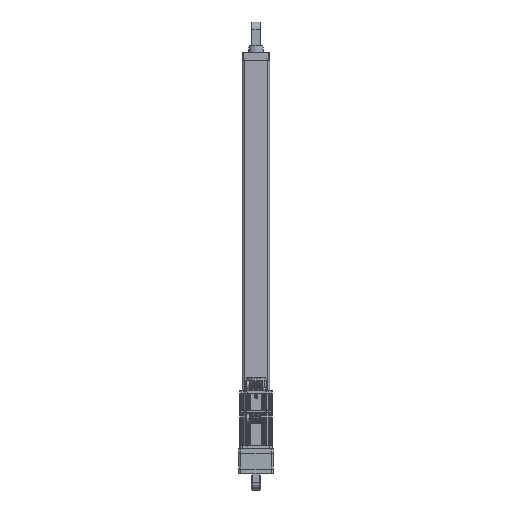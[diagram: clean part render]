
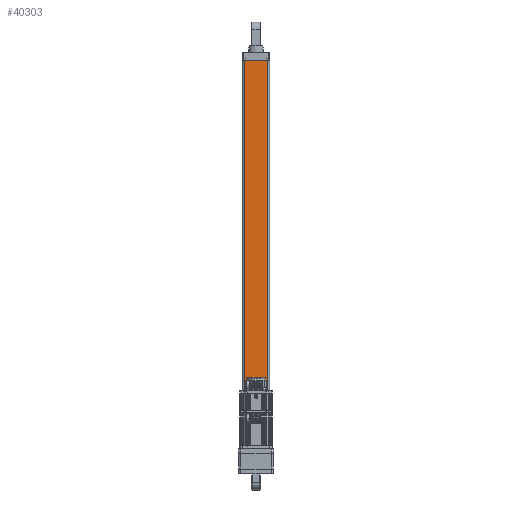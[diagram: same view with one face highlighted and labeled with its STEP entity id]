
A CAD part, front view. The second image highlights one B-rep face of the part: STEP entity #40303.
In plain terms, the highlighted planar face has unit normal (0, -1, 0).
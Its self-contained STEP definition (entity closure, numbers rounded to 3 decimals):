
#5143 = VERTEX_POINT ( 'NONE', #27165 ) ;
#11681 = LINE ( 'NONE', #66709, #77780 ) ;
#13189 = EDGE_CURVE ( 'NONE', #46940, #34848, #41420, .T. ) ;
#15085 = ORIENTED_EDGE ( 'NONE', *, *, #22336, .T. ) ;
#19287 = DIRECTION ( 'NONE',  ( 1., 0., 0. ) ) ;
#22336 = EDGE_CURVE ( 'NONE', #35091, #5143, #49077, .T. ) ;
#22630 = ORIENTED_EDGE ( 'NONE', *, *, #64195, .T. ) ;
#27165 = CARTESIAN_POINT ( 'NONE',  ( 45., -55., 0. ) ) ;
#27817 = DIRECTION ( 'NONE',  ( 0., 0., -1. ) ) ;
#30622 = ORIENTED_EDGE ( 'NONE', *, *, #13189, .F. ) ;
#34848 = VERTEX_POINT ( 'NONE', #57486 ) ;
#34945 = EDGE_CURVE ( 'NONE', #34848, #5143, #76113, .T. ) ;
#35091 = VERTEX_POINT ( 'NONE', #66379 ) ;
#36338 = DIRECTION ( 'NONE',  ( 0., 0., -1. ) ) ;
#40303 = ADVANCED_FACE ( 'NONE', ( #41709 ), #42120, .F. ) ;
#41395 = DIRECTION ( 'NONE',  ( 1., 0., 0. ) ) ;
#41420 = LINE ( 'NONE', #71904, #42403 ) ;
#41709 = FACE_OUTER_BOUND ( 'NONE', #74532, .T. ) ;
#42120 = PLANE ( 'NONE',  #43799 ) ;
#42251 = ORIENTED_EDGE ( 'NONE', *, *, #34945, .F. ) ;
#42403 = VECTOR ( 'NONE', #41395, 1000. ) ;
#43799 = AXIS2_PLACEMENT_3D ( 'NONE', #60082, #60838, #77959 ) ;
#46940 = VERTEX_POINT ( 'NONE', #62642 ) ;
#49077 = LINE ( 'NONE', #67163, #63200 ) ;
#57486 = CARTESIAN_POINT ( 'NONE',  ( 45., -55., 1495. ) ) ;
#60082 = CARTESIAN_POINT ( 'NONE',  ( 45., -55., 1495. ) ) ;
#60838 = DIRECTION ( 'NONE',  ( 0., 1., 0. ) ) ;
#62642 = CARTESIAN_POINT ( 'NONE',  ( -45., -55., 1495. ) ) ;
#63200 = VECTOR ( 'NONE', #19287, 1000. ) ;
#64195 = EDGE_CURVE ( 'NONE', #46940, #35091, #11681, .T. ) ;
#66379 = CARTESIAN_POINT ( 'NONE',  ( -45., -55., 0. ) ) ;
#66709 = CARTESIAN_POINT ( 'NONE',  ( -45., -55., 1495. ) ) ;
#67163 = CARTESIAN_POINT ( 'NONE',  ( 45., -55., 0. ) ) ;
#71111 = CARTESIAN_POINT ( 'NONE',  ( 45., -55., 1495. ) ) ;
#71904 = CARTESIAN_POINT ( 'NONE',  ( 45., -55., 1495. ) ) ;
#72307 = VECTOR ( 'NONE', #27817, 1000. ) ;
#74532 = EDGE_LOOP ( 'NONE', ( #15085, #42251, #30622, #22630 ) ) ;
#76113 = LINE ( 'NONE', #71111, #72307 ) ;
#77780 = VECTOR ( 'NONE', #36338, 1000. ) ;
#77959 = DIRECTION ( 'NONE',  ( 0., 0., 1. ) ) ;
